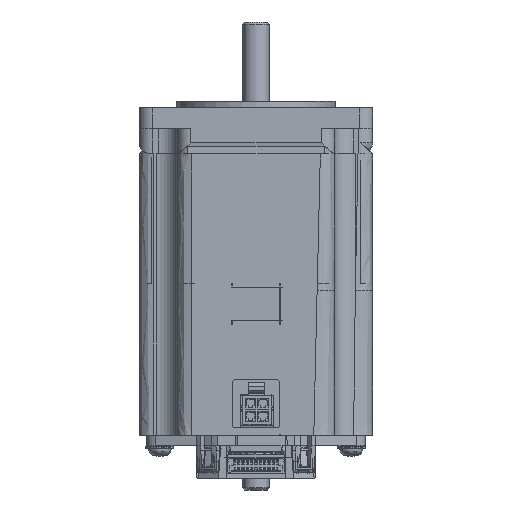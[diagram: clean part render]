
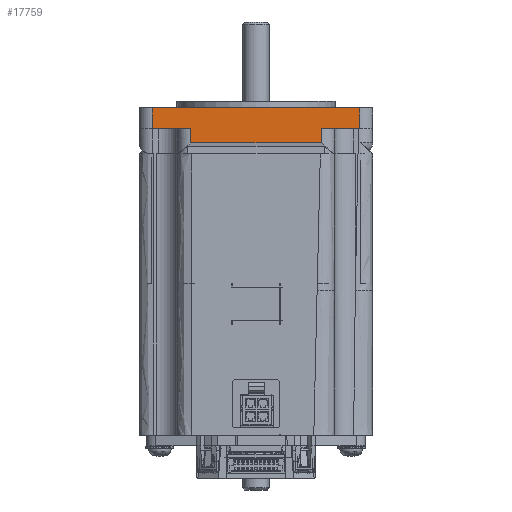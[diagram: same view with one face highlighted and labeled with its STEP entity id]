
A CAD part, front view. The second image highlights one B-rep face of the part: STEP entity #17759.
In plain terms, the highlighted planar face has unit normal (0, -1, 0).
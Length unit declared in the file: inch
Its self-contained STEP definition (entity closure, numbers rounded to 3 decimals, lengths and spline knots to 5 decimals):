
#2646 = B_SPLINE_CURVE_WITH_KNOTS ( 'NONE', 3,
 ( #11914, #36903, #103516, #12290 ),
 .UNSPECIFIED., .F., .F.,
 ( 4, 4 ),
 ( 0.01221, 0.04358 ),
 .UNSPECIFIED. ) ;
#2903 = CARTESIAN_POINT ( 'NONE',  ( 0.60831, 0.86168, 2.78441 ) ) ;
#3791 = DIRECTION ( 'NONE',  ( 0., 0., -1. ) ) ;
#4395 = EDGE_CURVE ( 'NONE', #11115, #102998, #26626, .T. ) ;
#10251 = ORIENTED_EDGE ( 'NONE', *, *, #4395, .T. ) ;
#10590 = LINE ( 'NONE', #86539, #87067 ) ;
#11115 = VERTEX_POINT ( 'NONE', #37985 ) ;
#11914 = CARTESIAN_POINT ( 'NONE',  ( 0.96931, 0.86168, 2.64941 ) ) ;
#12290 = CARTESIAN_POINT ( 'NONE',  ( 2.20431, 0.86168, 2.64941 ) ) ;
#13338 = ORIENTED_EDGE ( 'NONE', *, *, #78466, .T. ) ;
#14604 = LINE ( 'NONE', #46130, #57436 ) ;
#17759 = ADVANCED_FACE ( 'NONE', ( #64483 ), #30964, .T. ) ;
#18828 = ORIENTED_EDGE ( 'NONE', *, *, #37256, .F. ) ;
#21899 = DIRECTION ( 'NONE',  ( 1., 0., 0. ) ) ;
#22067 = VERTEX_POINT ( 'NONE', #77319 ) ;
#22634 = CARTESIAN_POINT ( 'NONE',  ( 0.96931, 0.86168, 2.78441 ) ) ;
#22688 = ORIENTED_EDGE ( 'NONE', *, *, #74172, .T. ) ;
#26626 = LINE ( 'NONE', #95948, #59088 ) ;
#29072 = ORIENTED_EDGE ( 'NONE', *, *, #86565, .T. ) ;
#30964 = PLANE ( 'NONE',  #99132 ) ;
#36463 = VERTEX_POINT ( 'NONE', #22634 ) ;
#36903 = CARTESIAN_POINT ( 'NONE',  ( 1.38098, 0.86168, 2.64941 ) ) ;
#37256 = EDGE_CURVE ( 'NONE', #55923, #22067, #41839, .T. ) ;
#37453 = LINE ( 'NONE', #51661, #69858 ) ;
#37985 = CARTESIAN_POINT ( 'NONE',  ( 0.60831, 0.86168, 2.98141 ) ) ;
#41407 = VECTOR ( 'NONE', #66124, 39.37008 ) ;
#41839 = LINE ( 'NONE', #43411, #80717 ) ;
#42204 = DIRECTION ( 'NONE',  ( 0., 0., 1. ) ) ;
#42760 = LINE ( 'NONE', #107004, #41407 ) ;
#43411 = CARTESIAN_POINT ( 'NONE',  ( 2.69031, 0.86168, 2.78441 ) ) ;
#43528 = ORIENTED_EDGE ( 'NONE', *, *, #45004, .T. ) ;
#45004 = EDGE_CURVE ( 'NONE', #73316, #85944, #2646, .T. ) ;
#45406 = CARTESIAN_POINT ( 'NONE',  ( 1.58681, 0.86168, 2.98141 ) ) ;
#46062 = DIRECTION ( 'NONE',  ( 0., 0., -1. ) ) ;
#46130 = CARTESIAN_POINT ( 'NONE',  ( 0.96931, 0.86168, 2.64941 ) ) ;
#50817 = CARTESIAN_POINT ( 'NONE',  ( 0.96931, 0.86168, 2.64941 ) ) ;
#51661 = CARTESIAN_POINT ( 'NONE',  ( 2.20431, 0.86168, 2.78441 ) ) ;
#52022 = CARTESIAN_POINT ( 'NONE',  ( 2.56531, 0.86168, 2.98141 ) ) ;
#53656 = DIRECTION ( 'NONE',  ( -1., 0., 0. ) ) ;
#54581 = CARTESIAN_POINT ( 'NONE',  ( 2.20431, 0.86168, 2.64941 ) ) ;
#55282 = EDGE_LOOP ( 'NONE', ( #43528, #13338, #18828, #22688, #86350, #10251, #66523, #29072 ) ) ;
#55923 = VERTEX_POINT ( 'NONE', #64747 ) ;
#57436 = VECTOR ( 'NONE', #3791, 39.37008 ) ;
#59088 = VECTOR ( 'NONE', #46062, 39.37008 ) ;
#60457 = DIRECTION ( 'NONE',  ( -1., 0., 0. ) ) ;
#64483 = FACE_OUTER_BOUND ( 'NONE', #55282, .T. ) ;
#64747 = CARTESIAN_POINT ( 'NONE',  ( 2.56531, 0.86168, 2.78441 ) ) ;
#66124 = DIRECTION ( 'NONE',  ( 0., 0., 1. ) ) ;
#66523 = ORIENTED_EDGE ( 'NONE', *, *, #97266, .F. ) ;
#69858 = VECTOR ( 'NONE', #42204, 39.37008 ) ;
#73316 = VERTEX_POINT ( 'NONE', #50817 ) ;
#74172 = EDGE_CURVE ( 'NONE', #55923, #95634, #42760, .T. ) ;
#77319 = CARTESIAN_POINT ( 'NONE',  ( 2.20431, 0.86168, 2.78441 ) ) ;
#77600 = DIRECTION ( 'NONE',  ( 1., 0., 0. ) ) ;
#78466 = EDGE_CURVE ( 'NONE', #85944, #22067, #37453, .T. ) ;
#79832 = CARTESIAN_POINT ( 'NONE',  ( 1.58681, 0.86168, 2.54941 ) ) ;
#80717 = VECTOR ( 'NONE', #60457, 39.37008 ) ;
#85944 = VERTEX_POINT ( 'NONE', #54581 ) ;
#86350 = ORIENTED_EDGE ( 'NONE', *, *, #87347, .F. ) ;
#86539 = CARTESIAN_POINT ( 'NONE',  ( 0.84431, 0.86168, 2.78441 ) ) ;
#86565 = EDGE_CURVE ( 'NONE', #36463, #73316, #14604, .T. ) ;
#87067 = VECTOR ( 'NONE', #53656, 39.37008 ) ;
#87347 = EDGE_CURVE ( 'NONE', #11115, #95634, #106983, .T. ) ;
#94104 = VECTOR ( 'NONE', #77600, 39.37008 ) ;
#95634 = VERTEX_POINT ( 'NONE', #52022 ) ;
#95948 = CARTESIAN_POINT ( 'NONE',  ( 0.60831, 0.86168, 2.78441 ) ) ;
#97178 = DIRECTION ( 'NONE',  ( 0., -1., 0. ) ) ;
#97266 = EDGE_CURVE ( 'NONE', #36463, #102998, #10590, .T. ) ;
#99132 = AXIS2_PLACEMENT_3D ( 'NONE', #79832, #97178, #21899 ) ;
#102998 = VERTEX_POINT ( 'NONE', #2903 ) ;
#103516 = CARTESIAN_POINT ( 'NONE',  ( 1.79265, 0.86168, 2.64941 ) ) ;
#106983 = LINE ( 'NONE', #45406, #94104 ) ;
#107004 = CARTESIAN_POINT ( 'NONE',  ( 2.56531, 0.86168, 2.98141 ) ) ;
